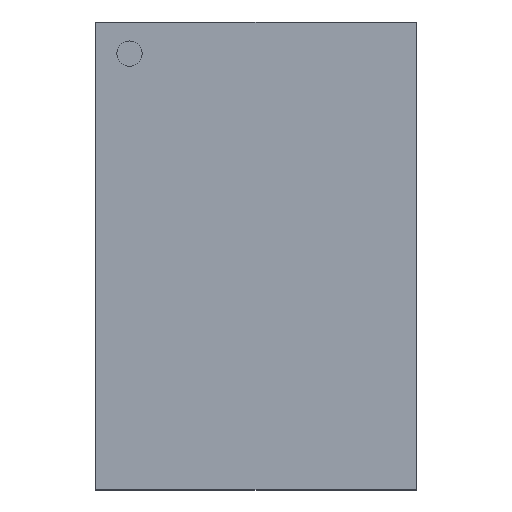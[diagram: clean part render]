
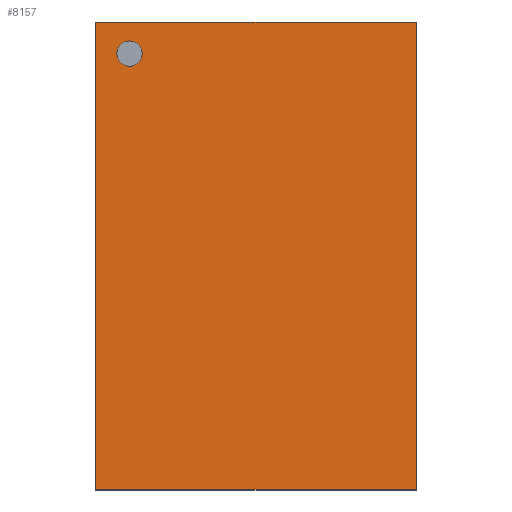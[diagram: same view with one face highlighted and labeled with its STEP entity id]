
A CAD part, top view. The second image highlights one B-rep face of the part: STEP entity #8157.
In plain terms, the highlighted planar face has unit normal (0, 0, 1).
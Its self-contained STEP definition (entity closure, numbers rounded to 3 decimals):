
#489 = DIRECTION ( 'NONE',  ( 1., 0., 0. ) ) ;
#773 = VERTEX_POINT ( 'NONE', #7465 ) ;
#869 = VECTOR ( 'NONE', #4816, 1000. ) ;
#1119 = LINE ( 'NONE', #7638, #4715 ) ;
#1196 = CARTESIAN_POINT ( 'NONE',  ( -3., 4.8, 1.2 ) ) ;
#1212 = PLANE ( 'NONE',  #4062 ) ;
#1422 = DIRECTION ( 'NONE',  ( 0., 0., -1. ) ) ;
#1526 = CARTESIAN_POINT ( 'NONE',  ( 3.8, -5.55, 1.2 ) ) ;
#1537 = EDGE_CURVE ( 'NONE', #2734, #8587, #2672, .T. ) ;
#1699 = CIRCLE ( 'NONE', #6818, 0.3 ) ;
#1732 = VECTOR ( 'NONE', #2981, 1000. ) ;
#1891 = CARTESIAN_POINT ( 'NONE',  ( -2.7, 4.8, 1.2 ) ) ;
#2334 = CARTESIAN_POINT ( 'NONE',  ( 3.8, -5.55, 1.2 ) ) ;
#2345 = EDGE_CURVE ( 'NONE', #5702, #773, #8705, .T. ) ;
#2584 = FACE_BOUND ( 'NONE', #5801, .T. ) ;
#2647 = CARTESIAN_POINT ( 'NONE',  ( 0., 0., 1.2 ) ) ;
#2672 = CIRCLE ( 'NONE', #6769, 0.3 ) ;
#2734 = VERTEX_POINT ( 'NONE', #1891 ) ;
#2981 = DIRECTION ( 'NONE',  ( -1., 0., 0. ) ) ;
#3212 = CARTESIAN_POINT ( 'NONE',  ( 3.8, 5.55, 1.2 ) ) ;
#3330 = DIRECTION ( 'NONE',  ( 1., 0., 0. ) ) ;
#3792 = EDGE_CURVE ( 'NONE', #8587, #2734, #1699, .T. ) ;
#3927 = ORIENTED_EDGE ( 'NONE', *, *, #5454, .T. ) ;
#3968 = ORIENTED_EDGE ( 'NONE', *, *, #3792, .T. ) ;
#4017 = LINE ( 'NONE', #4382, #5607 ) ;
#4062 = AXIS2_PLACEMENT_3D ( 'NONE', #2647, #7371, #3330 ) ;
#4382 = CARTESIAN_POINT ( 'NONE',  ( 3.8, 5.55, 1.2 ) ) ;
#4601 = DIRECTION ( 'NONE',  ( 1., 0., 0. ) ) ;
#4610 = ORIENTED_EDGE ( 'NONE', *, *, #5620, .T. ) ;
#4715 = VECTOR ( 'NONE', #5717, 1000. ) ;
#4716 = EDGE_CURVE ( 'NONE', #5473, #5702, #4017, .T. ) ;
#4816 = DIRECTION ( 'NONE',  ( 1., 0., 0. ) ) ;
#5065 = ORIENTED_EDGE ( 'NONE', *, *, #2345, .T. ) ;
#5068 = DIRECTION ( 'NONE',  ( 0., 1., 0. ) ) ;
#5236 = DIRECTION ( 'NONE',  ( 0., 0., -1. ) ) ;
#5454 = EDGE_CURVE ( 'NONE', #773, #8321, #1119, .T. ) ;
#5473 = VERTEX_POINT ( 'NONE', #2334 ) ;
#5479 = CARTESIAN_POINT ( 'NONE',  ( -3., 4.8, 1.2 ) ) ;
#5607 = VECTOR ( 'NONE', #5068, 1000. ) ;
#5620 = EDGE_CURVE ( 'NONE', #8321, #5473, #7851, .T. ) ;
#5702 = VERTEX_POINT ( 'NONE', #3212 ) ;
#5717 = DIRECTION ( 'NONE',  ( 0., -1., 0. ) ) ;
#5801 = EDGE_LOOP ( 'NONE', ( #7205, #3968 ) ) ;
#5988 = FACE_OUTER_BOUND ( 'NONE', #6019, .T. ) ;
#6019 = EDGE_LOOP ( 'NONE', ( #4610, #8442, #5065, #3927 ) ) ;
#6769 = AXIS2_PLACEMENT_3D ( 'NONE', #1196, #5236, #489 ) ;
#6818 = AXIS2_PLACEMENT_3D ( 'NONE', #5479, #1422, #4601 ) ;
#7151 = CARTESIAN_POINT ( 'NONE',  ( -3.3, 4.8, 1.2 ) ) ;
#7205 = ORIENTED_EDGE ( 'NONE', *, *, #1537, .T. ) ;
#7371 = DIRECTION ( 'NONE',  ( 0., 0., 1. ) ) ;
#7465 = CARTESIAN_POINT ( 'NONE',  ( -3.8, 5.55, 1.2 ) ) ;
#7638 = CARTESIAN_POINT ( 'NONE',  ( -3.8, -5.55, 1.2 ) ) ;
#7691 = CARTESIAN_POINT ( 'NONE',  ( -3.8, 5.55, 1.2 ) ) ;
#7851 = LINE ( 'NONE', #1526, #869 ) ;
#8157 = ADVANCED_FACE ( 'NONE', ( #2584, #5988 ), #1212, .T. ) ;
#8321 = VERTEX_POINT ( 'NONE', #8562 ) ;
#8442 = ORIENTED_EDGE ( 'NONE', *, *, #4716, .T. ) ;
#8562 = CARTESIAN_POINT ( 'NONE',  ( -3.8, -5.55, 1.2 ) ) ;
#8587 = VERTEX_POINT ( 'NONE', #7151 ) ;
#8705 = LINE ( 'NONE', #7691, #1732 ) ;
